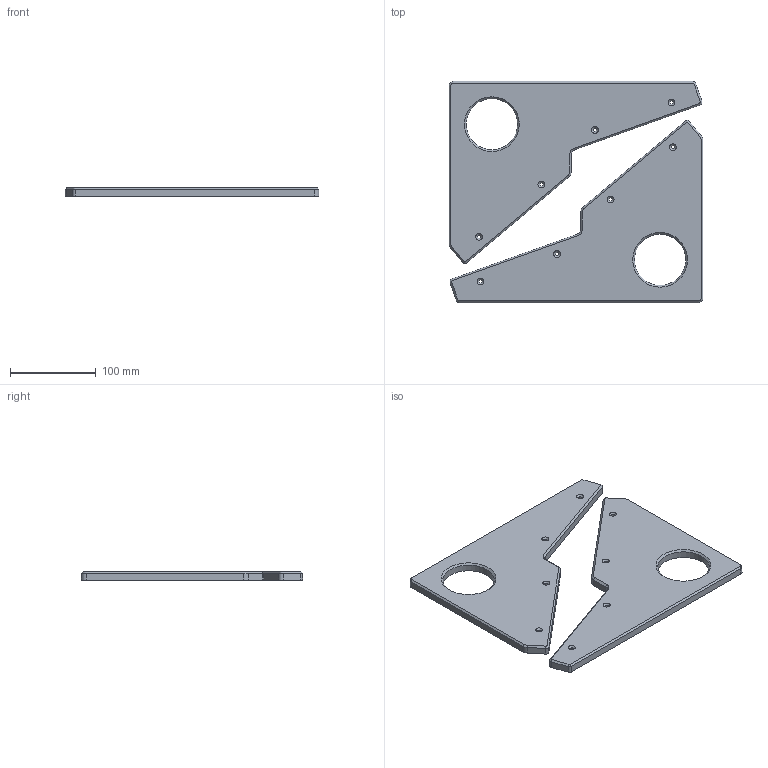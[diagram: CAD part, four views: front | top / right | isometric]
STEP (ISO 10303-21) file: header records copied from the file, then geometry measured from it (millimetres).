
FILE_DESCRIPTION(('FreeCAD Model'),'2;1');
FILE_NAME('Open CASCADE Shape Model','2025-05-01T22:45:00',('Author'),( ''),'Open CASCADE STEP processor 7.8','FreeCAD','Unknown');
FILE_SCHEMA(('AUTOMOTIVE_DESIGN { 1 0 10303 214 1 1 1 1 }'));
Length unit declared in the file: millimetre
Products named in the file (3): stand; Body001; Body002
Assembly tree (2 placements, depth 2):
  stand
    Body001
    Body002
Bounding box: 296.39 x 258.28 x 10 mm (x, y, z)
Volume: 576907 mm3; surface area: 136114.6 mm2
Topology: 2 solids, 2 shells, 80 faces, 190 edges, 114 vertices
Faces by surface type: plane 32, cylinder 24, cone 24
Full cylindrical faces by diameter (mm): 4 x8, 60 x2
Entity records: 2389 total; most frequent: DIRECTION 428, CARTESIAN_POINT 387, ORIENTED_EDGE 380, EDGE_CURVE 190, AXIS2_PLACEMENT_3D 155, LINE 118, VECTOR 118, VERTEX_POINT 114
